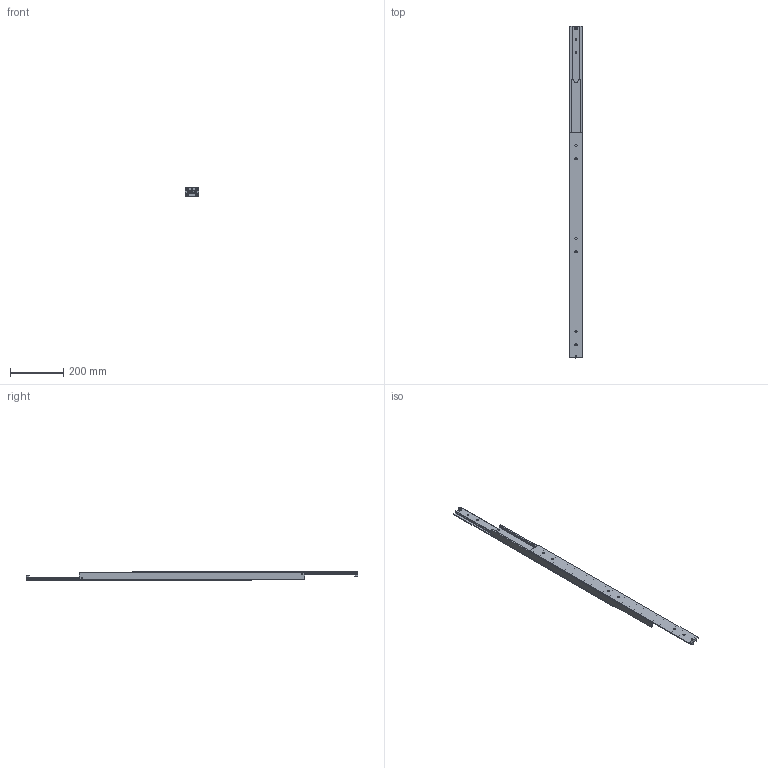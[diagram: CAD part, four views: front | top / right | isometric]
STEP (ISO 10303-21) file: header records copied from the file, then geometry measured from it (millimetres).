
FILE_DESCRIPTION((''),'2;1');
FILE_NAME('KDTS-50-850.stp','2022-06-06T13:37:56',(''),(''),'Mechanical Desktop 2006','Mechanical Desktop 2006',', , ');
FILE_SCHEMA(('CONFIG_CONTROL_DESIGN'));
Length unit declared in the file: millimetre
Products named in the file (4): KDTS-50B; INNER BEAM; F OUTER BEAM; OUTER BEAM
Assembly tree (3 placements, depth 2):
  KDTS-50B
    INNER BEAM
    F OUTER BEAM
    OUTER BEAM
Bounding box: 50 x 1250 x 34 mm (x, y, z)
Volume: 1125318.7 mm3; surface area: 383488.7 mm2
Topology: 3 solids, 43 shells, 598 faces, 1504 edges, 895 vertices
Faces by surface type: cylinder 200, torus 168, cone 118, plane 108, bspline 4
Entity records: 18903 total; most frequent: CARTESIAN_POINT 4107, DIRECTION 3354, ORIENTED_EDGE 2980, EDGE_CURVE 1490, AXIS2_PLACEMENT_3D 1418, VERTEX_POINT 895, CIRCLE 812, EDGE_LOOP 641
